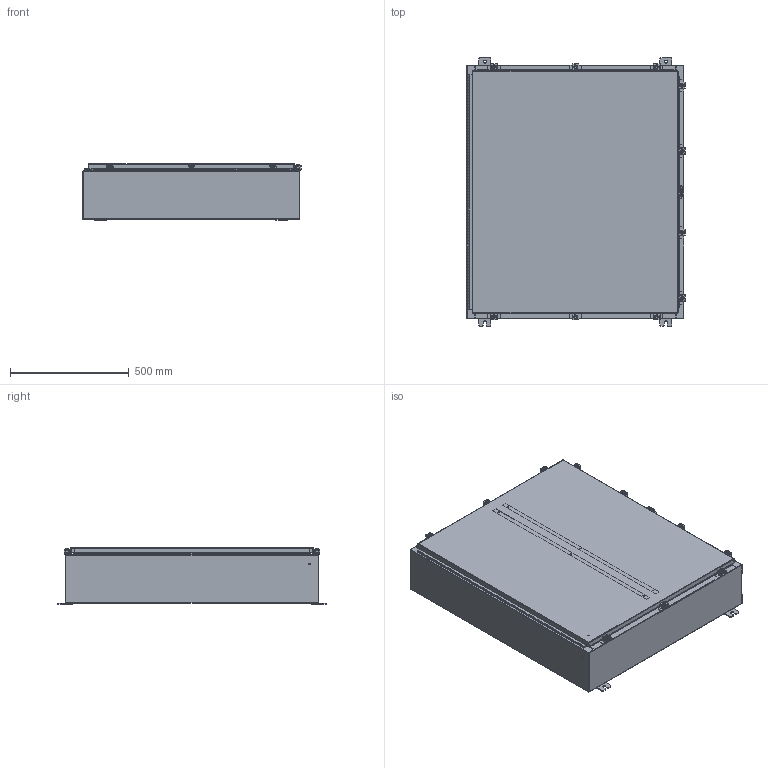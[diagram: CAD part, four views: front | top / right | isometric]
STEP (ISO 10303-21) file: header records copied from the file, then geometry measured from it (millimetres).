
FILE_DESCRIPTION (( 'STEP AP203' ), '1' );
FILE_NAME ('N42H3608WP.STEP', '2014-03-24T22:17:16', ( 'changeme' ), ( 'Microsoft' ), 'SwSTEP 2.0', 'SolidWorks 2013', '' );
FILE_SCHEMA (( 'CONFIG_CONTROL_DESIGN' ));
Length unit declared in the file: inch
Products named in the file (23): N42H3608SSWP Body; N42H3608SSWP Enclosure Stiffener; N42H3608SSWP Hinge Enclosure Side2; N42H3608SSWP Bottom; N42H3608SSWP Clamp Bracket; N42H3608SSWP Hinge Cover Side; N42H3608SSWP Top; N42H3608SSWP 22101002; N42H3608SSWP 125 Pin Hinge; 10_30 CD Stud; N42H3608SSWP 22104005_DEFAULT; N42H3608SSWP Mounting Feet; N42H3608WP; N42H3608SSWP Clamp Top; Quarter-20 CD Stud; N42H3608SSWP Clamp Assembly; N42H3608SSWP Door Stiffener; N42H3608SSWP Standard Clamps; N42H3608SSWP Padlock Hasp; N42H3608SSWP Backpanel; N42H3608SSWP Cover; N42H3608SSWP Padlock Staple; N42H3608SSWP Mounting Studs
Assembly tree (49 placements, depth 4):
  N42H3608WP
    N42H3608SSWP Backpanel
    N42H3608SSWP Mounting Studs  x8
    N42H3608SSWP 125 Pin Hinge
      N42H3608SSWP Hinge Enclosure Side2
      N42H3608SSWP Hinge Cover Side
    N42H3608SSWP Mounting Feet  x4
    Quarter-20 CD Stud  x2
    N42H3608SSWP Door Stiffener
    N42H3608SSWP Padlock Hasp
    N42H3608SSWP Padlock Staple
    N42H3608SSWP Enclosure Stiffener  x2
    N42H3608SSWP Standard Clamps  x10
      N42H3608SSWP Clamp Bracket
      N42H3608SSWP Clamp Assembly
        N42H3608SSWP 22101002  x2
        N42H3608SSWP 22104005_DEFAULT
        N42H3608SSWP Clamp Top
    N42H3608SSWP Cover
    N42H3608SSWP Body
    N42H3608SSWP Bottom
    N42H3608SSWP Top
    10_30 CD Stud  x6
Bounding box: 919.75 x 1130.3 x 238.47 mm (x, y, z)
Volume: 8719307.3 mm3; surface area: 8533140.9 mm2
Topology: 82 solids, 82 shells, 2971 faces, 7385 edges, 4630 vertices
Faces by surface type: plane 1514, cylinder 1229, torus 104, cone 104, bspline 20
Entity records: 50837 total; most frequent: CARTESIAN_POINT 8866, DIRECTION 8512, ORIENTED_EDGE 7924, EDGE_CURVE 3962, AXIS2_PLACEMENT_3D 2984, LINE 2544, VECTOR 2544, VERTEX_POINT 2436
